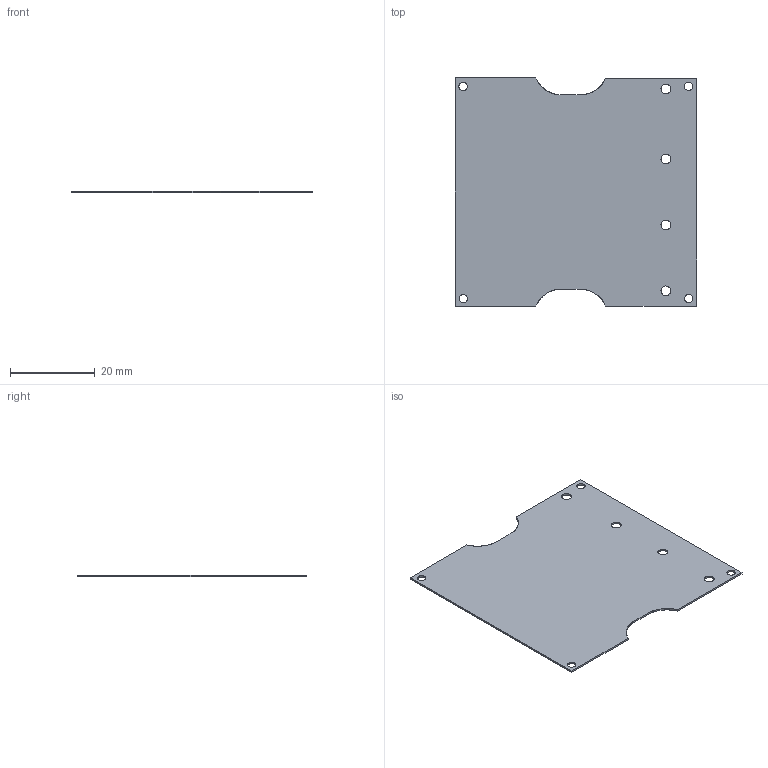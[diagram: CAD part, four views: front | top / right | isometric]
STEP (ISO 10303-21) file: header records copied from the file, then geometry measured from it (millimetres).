
FILE_DESCRIPTION(('Open CASCADE Model'),'2;1');
FILE_NAME('Open CASCADE Shape Model','2022-11-15T09:48:41',('Author'),( 'Open CASCADE'),'Open CASCADE STEP processor 6.8','Open CASCADE 6.8' ,'Unknown');
FILE_SCHEMA(('AUTOMOTIVE_DESIGN { 1 0 10303 214 1 1 1 1 }'));
Length unit declared in the file: millimetre
Products named in the file (3): PCB; Board; Open CASCADE STEP translator 6.8 1.1.1
Assembly tree (2 placements, depth 3):
  PCB
    Board
      Open CASCADE STEP translator 6.8 1.1.1
Bounding box: 57 x 54 x 0.41 mm (x, y, z)
Volume: 1210.2 mm3; surface area: 5998.3 mm2
Topology: 1 solids, 1 shells, 223 faces, 663 edges, 442 vertices
Faces by surface type: plane 157, cylinder 66
Full cylindrical faces by diameter (mm): 2 x4, 2.3 x4
Entity records: 7538 total; most frequent: CARTESIAN_POINT 1331, ORIENTED_EDGE 1326, DIRECTION 1247, EDGE_CURVE 663, LINE 531, VECTOR 531, VERTEX_POINT 442, AXIS2_PLACEMENT_3D 358
